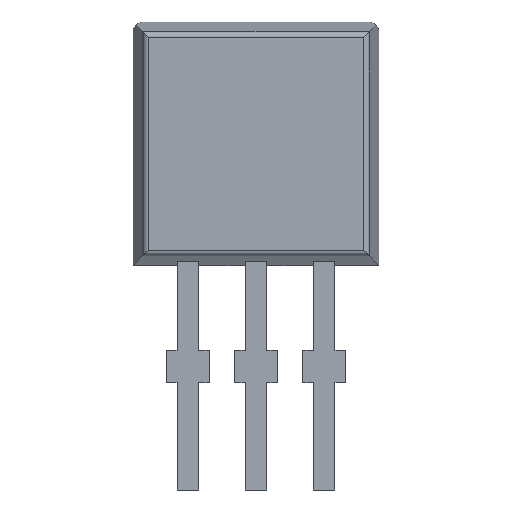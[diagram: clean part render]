
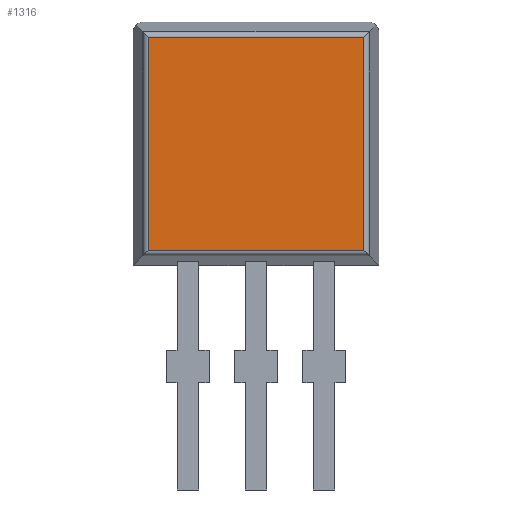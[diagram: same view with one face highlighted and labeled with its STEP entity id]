
A CAD part, front view. The second image highlights one B-rep face of the part: STEP entity #1316.
In plain terms, the highlighted planar face has unit normal (0, -1, 0).
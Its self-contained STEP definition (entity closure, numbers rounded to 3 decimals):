
#632 = VERTEX_POINT('',#633);
#633 = CARTESIAN_POINT('',(2.009,-0.775,4.461));
#640 = EDGE_CURVE('',#632,#641,#643,.T.);
#641 = VERTEX_POINT('',#642);
#642 = CARTESIAN_POINT('',(-2.009,-0.775,4.461));
#643 = LINE('',#644,#645);
#644 = CARTESIAN_POINT('',(2.09,-0.775,4.461));
#645 = VECTOR('',#646,1.);
#646 = DIRECTION('',(-1.,0.,0.));
#1296 = VERTEX_POINT('',#1297);
#1297 = CARTESIAN_POINT('',(2.009,-0.775,8.434));
#1304 = EDGE_CURVE('',#1296,#632,#1305,.T.);
#1305 = LINE('',#1306,#1307);
#1306 = CARTESIAN_POINT('',(2.009,-0.775,8.515));
#1307 = VECTOR('',#1308,1.);
#1308 = DIRECTION('',(0.,0.,-1.));
#1316 = ADVANCED_FACE('',(#1317),#1335,.T.);
#1317 = FACE_BOUND('',#1318,.T.);
#1318 = EDGE_LOOP('',(#1319,#1320,#1321,#1329));
#1319 = ORIENTED_EDGE('',*,*,#640,.F.);
#1320 = ORIENTED_EDGE('',*,*,#1304,.F.);
#1321 = ORIENTED_EDGE('',*,*,#1322,.T.);
#1322 = EDGE_CURVE('',#1296,#1323,#1325,.T.);
#1323 = VERTEX_POINT('',#1324);
#1324 = CARTESIAN_POINT('',(-2.009,-0.775,8.434));
#1325 = LINE('',#1326,#1327);
#1326 = CARTESIAN_POINT('',(2.09,-0.775,8.434));
#1327 = VECTOR('',#1328,1.);
#1328 = DIRECTION('',(-1.,0.,0.));
#1329 = ORIENTED_EDGE('',*,*,#1330,.T.);
#1330 = EDGE_CURVE('',#1323,#641,#1331,.T.);
#1331 = LINE('',#1332,#1333);
#1332 = CARTESIAN_POINT('',(-2.009,-0.775,8.515));
#1333 = VECTOR('',#1334,1.);
#1334 = DIRECTION('',(0.,0.,-1.));
#1335 = PLANE('',#1336);
#1336 = AXIS2_PLACEMENT_3D('',#1337,#1338,#1339);
#1337 = CARTESIAN_POINT('',(2.29,-0.775,4.18));
#1338 = DIRECTION('',(0.,-1.,0.));
#1339 = DIRECTION('',(-1.,0.,0.));
